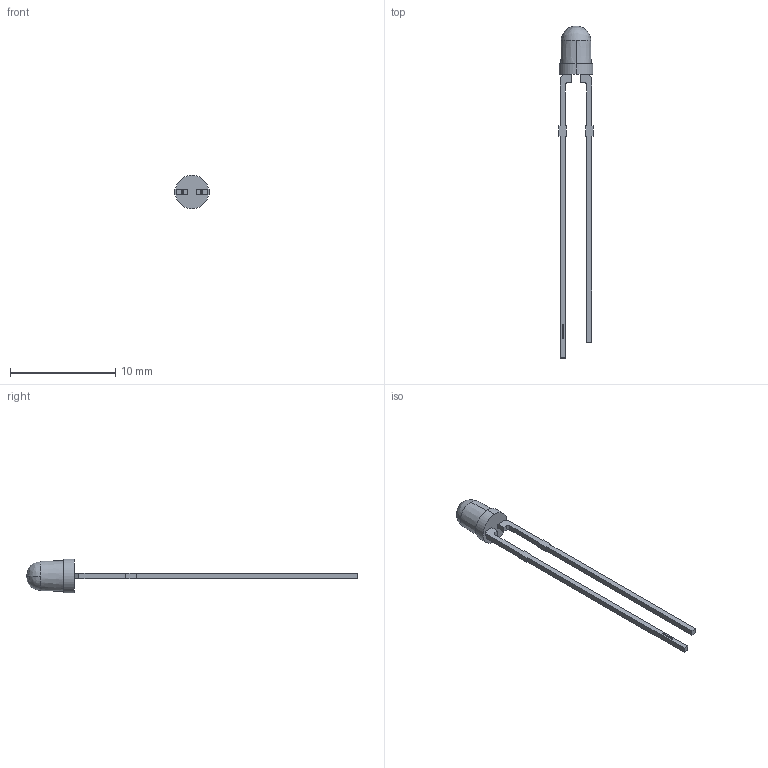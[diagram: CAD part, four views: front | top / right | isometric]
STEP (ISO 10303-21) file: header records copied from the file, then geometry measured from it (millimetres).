
FILE_DESCRIPTION (( 'STEP AP214' ), '1' );
FILE_NAME ('WP710A10LVBC-D.STEP', '2023-08-11T22:04:15', ( 'USER' ), ( '' ), 'SwSTEP 2.0', 'SolidWorks 2016', '' );
FILE_SCHEMA (( 'AUTOMOTIVE_DESIGN' ));
Length unit declared in the file: millimetre
Products named in the file (1): WP710A10LVBC-D
Bounding box: 3.24 x 31.6 x 3.2 mm (x, y, z)
Volume: 41.6 mm3; surface area: 159.8 mm2
Topology: 1 solids, 1 shells, 325 faces, 876 edges, 584 vertices
Faces by surface type: plane 201, bspline 118, cylinder 4, cone 2
Entity records: 16133 total; most frequent: CARTESIAN_POINT 8203, ORIENTED_EDGE 1752, DIRECTION 1075, EDGE_CURVE 876, LINE 629, VECTOR 629, VERTEX_POINT 584, EDGE_LOOP 356
